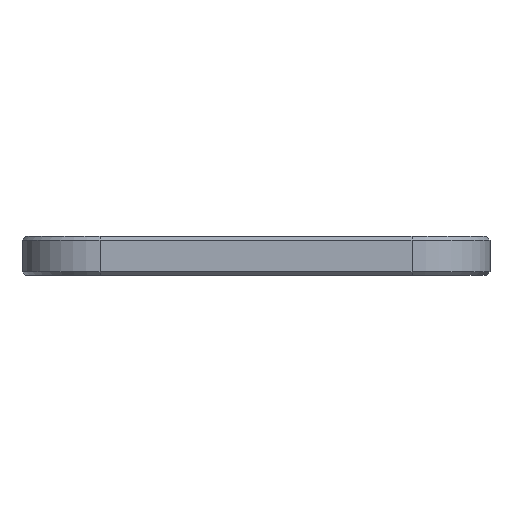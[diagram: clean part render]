
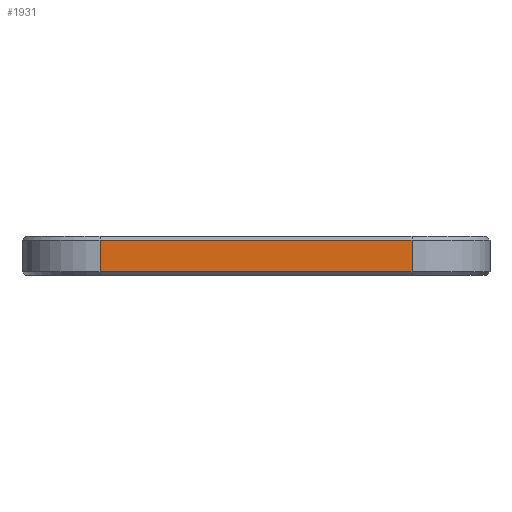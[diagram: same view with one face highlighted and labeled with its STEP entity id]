
A CAD part, front view. The second image highlights one B-rep face of the part: STEP entity #1931.
In plain terms, the highlighted planar face has unit normal (0, -1, 0).
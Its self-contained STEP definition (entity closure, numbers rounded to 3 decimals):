
#158 = PLANE('',#159);
#159 = AXIS2_PLACEMENT_3D('',#160,#161,#162);
#160 = CARTESIAN_POINT('',(0.,-6.1,0.15));
#161 = DIRECTION('',(0.,-0.707,-0.707));
#162 = DIRECTION('',(-1.,-0.,-0.));
#786 = VERTEX_POINT('',#787);
#787 = CARTESIAN_POINT('',(25.,-6.25,0.3));
#823 = CYLINDRICAL_SURFACE('',#824,6.25);
#824 = AXIS2_PLACEMENT_3D('',#825,#826,#827);
#825 = CARTESIAN_POINT('',(25.,0.,0.));
#826 = DIRECTION('',(-0.,-0.,-1.));
#827 = DIRECTION('',(1.,0.,0.));
#895 = VERTEX_POINT('',#896);
#896 = CARTESIAN_POINT('',(0.,-6.25,0.3));
#917 = EDGE_CURVE('',#895,#786,#918,.T.);
#918 = SURFACE_CURVE('',#919,(#923,#930),.PCURVE_S1.);
#919 = LINE('',#920,#921);
#920 = CARTESIAN_POINT('',(0.,-6.25,0.3));
#921 = VECTOR('',#922,1.);
#922 = DIRECTION('',(1.,0.,0.));
#923 = PCURVE('',#158,#924);
#924 = DEFINITIONAL_REPRESENTATION('',(#925),#929);
#925 = LINE('',#926,#927);
#926 = CARTESIAN_POINT('',(-0.,-0.212));
#927 = VECTOR('',#928,1.);
#928 = DIRECTION('',(-1.,0.));
#929 = ( GEOMETRIC_REPRESENTATION_CONTEXT(2) 
PARAMETRIC_REPRESENTATION_CONTEXT() REPRESENTATION_CONTEXT('2D SPACE',''
  ) );
#930 = PCURVE('',#931,#936);
#931 = PLANE('',#932);
#932 = AXIS2_PLACEMENT_3D('',#933,#934,#935);
#933 = CARTESIAN_POINT('',(0.,-6.25,0.));
#934 = DIRECTION('',(0.,1.,0.));
#935 = DIRECTION('',(1.,0.,0.));
#936 = DEFINITIONAL_REPRESENTATION('',(#937),#941);
#937 = LINE('',#938,#939);
#938 = CARTESIAN_POINT('',(0.,-0.3));
#939 = VECTOR('',#940,1.);
#940 = DIRECTION('',(1.,0.));
#941 = ( GEOMETRIC_REPRESENTATION_CONTEXT(2) 
PARAMETRIC_REPRESENTATION_CONTEXT() REPRESENTATION_CONTEXT('2D SPACE',''
  ) );
#964 = CYLINDRICAL_SURFACE('',#965,6.25);
#965 = AXIS2_PLACEMENT_3D('',#966,#967,#968);
#966 = CARTESIAN_POINT('',(0.,0.,0.));
#967 = DIRECTION('',(-0.,-0.,-1.));
#968 = DIRECTION('',(1.,0.,0.));
#1826 = EDGE_CURVE('',#786,#1827,#1829,.T.);
#1827 = VERTEX_POINT('',#1828);
#1828 = CARTESIAN_POINT('',(25.,-6.25,2.825));
#1829 = SURFACE_CURVE('',#1830,(#1834,#1841),.PCURVE_S1.);
#1830 = LINE('',#1831,#1832);
#1831 = CARTESIAN_POINT('',(25.,-6.25,0.));
#1832 = VECTOR('',#1833,1.);
#1833 = DIRECTION('',(0.,0.,1.));
#1834 = PCURVE('',#823,#1835);
#1835 = DEFINITIONAL_REPRESENTATION('',(#1836),#1840);
#1836 = LINE('',#1837,#1838);
#1837 = CARTESIAN_POINT('',(-4.712,0.));
#1838 = VECTOR('',#1839,1.);
#1839 = DIRECTION('',(-0.,-1.));
#1840 = ( GEOMETRIC_REPRESENTATION_CONTEXT(2) 
PARAMETRIC_REPRESENTATION_CONTEXT() REPRESENTATION_CONTEXT('2D SPACE',''
  ) );
#1841 = PCURVE('',#931,#1842);
#1842 = DEFINITIONAL_REPRESENTATION('',(#1843),#1847);
#1843 = LINE('',#1844,#1845);
#1844 = CARTESIAN_POINT('',(25.,0.));
#1845 = VECTOR('',#1846,1.);
#1846 = DIRECTION('',(0.,-1.));
#1847 = ( GEOMETRIC_REPRESENTATION_CONTEXT(2) 
PARAMETRIC_REPRESENTATION_CONTEXT() REPRESENTATION_CONTEXT('2D SPACE',''
  ) );
#1931 = ADVANCED_FACE('',(#1932),#931,.F.);
#1932 = FACE_BOUND('',#1933,.F.);
#1933 = EDGE_LOOP('',(#1934,#1957,#1983,#1984));
#1934 = ORIENTED_EDGE('',*,*,#1935,.T.);
#1935 = EDGE_CURVE('',#895,#1936,#1938,.T.);
#1936 = VERTEX_POINT('',#1937);
#1937 = CARTESIAN_POINT('',(0.,-6.25,2.825));
#1938 = SURFACE_CURVE('',#1939,(#1943,#1950),.PCURVE_S1.);
#1939 = LINE('',#1940,#1941);
#1940 = CARTESIAN_POINT('',(0.,-6.25,0.));
#1941 = VECTOR('',#1942,1.);
#1942 = DIRECTION('',(0.,0.,1.));
#1943 = PCURVE('',#931,#1944);
#1944 = DEFINITIONAL_REPRESENTATION('',(#1945),#1949);
#1945 = LINE('',#1946,#1947);
#1946 = CARTESIAN_POINT('',(0.,0.));
#1947 = VECTOR('',#1948,1.);
#1948 = DIRECTION('',(0.,-1.));
#1949 = ( GEOMETRIC_REPRESENTATION_CONTEXT(2) 
PARAMETRIC_REPRESENTATION_CONTEXT() REPRESENTATION_CONTEXT('2D SPACE',''
  ) );
#1950 = PCURVE('',#964,#1951);
#1951 = DEFINITIONAL_REPRESENTATION('',(#1952),#1956);
#1952 = LINE('',#1953,#1954);
#1953 = CARTESIAN_POINT('',(-4.712,0.));
#1954 = VECTOR('',#1955,1.);
#1955 = DIRECTION('',(-0.,-1.));
#1956 = ( GEOMETRIC_REPRESENTATION_CONTEXT(2) 
PARAMETRIC_REPRESENTATION_CONTEXT() REPRESENTATION_CONTEXT('2D SPACE',''
  ) );
#1957 = ORIENTED_EDGE('',*,*,#1958,.T.);
#1958 = EDGE_CURVE('',#1936,#1827,#1959,.T.);
#1959 = SURFACE_CURVE('',#1960,(#1964,#1971),.PCURVE_S1.);
#1960 = LINE('',#1961,#1962);
#1961 = CARTESIAN_POINT('',(0.,-6.25,2.825));
#1962 = VECTOR('',#1963,1.);
#1963 = DIRECTION('',(1.,0.,0.));
#1964 = PCURVE('',#931,#1965);
#1965 = DEFINITIONAL_REPRESENTATION('',(#1966),#1970);
#1966 = LINE('',#1967,#1968);
#1967 = CARTESIAN_POINT('',(0.,-2.825));
#1968 = VECTOR('',#1969,1.);
#1969 = DIRECTION('',(1.,0.));
#1970 = ( GEOMETRIC_REPRESENTATION_CONTEXT(2) 
PARAMETRIC_REPRESENTATION_CONTEXT() REPRESENTATION_CONTEXT('2D SPACE',''
  ) );
#1971 = PCURVE('',#1972,#1977);
#1972 = PLANE('',#1973);
#1973 = AXIS2_PLACEMENT_3D('',#1974,#1975,#1976);
#1974 = CARTESIAN_POINT('',(0.,-6.1,2.975));
#1975 = DIRECTION('',(0.,0.707,-0.707));
#1976 = DIRECTION('',(-1.,-0.,-0.));
#1977 = DEFINITIONAL_REPRESENTATION('',(#1978),#1982);
#1978 = LINE('',#1979,#1980);
#1979 = CARTESIAN_POINT('',(-0.,-0.212));
#1980 = VECTOR('',#1981,1.);
#1981 = DIRECTION('',(-1.,0.));
#1982 = ( GEOMETRIC_REPRESENTATION_CONTEXT(2) 
PARAMETRIC_REPRESENTATION_CONTEXT() REPRESENTATION_CONTEXT('2D SPACE',''
  ) );
#1983 = ORIENTED_EDGE('',*,*,#1826,.F.);
#1984 = ORIENTED_EDGE('',*,*,#917,.F.);
